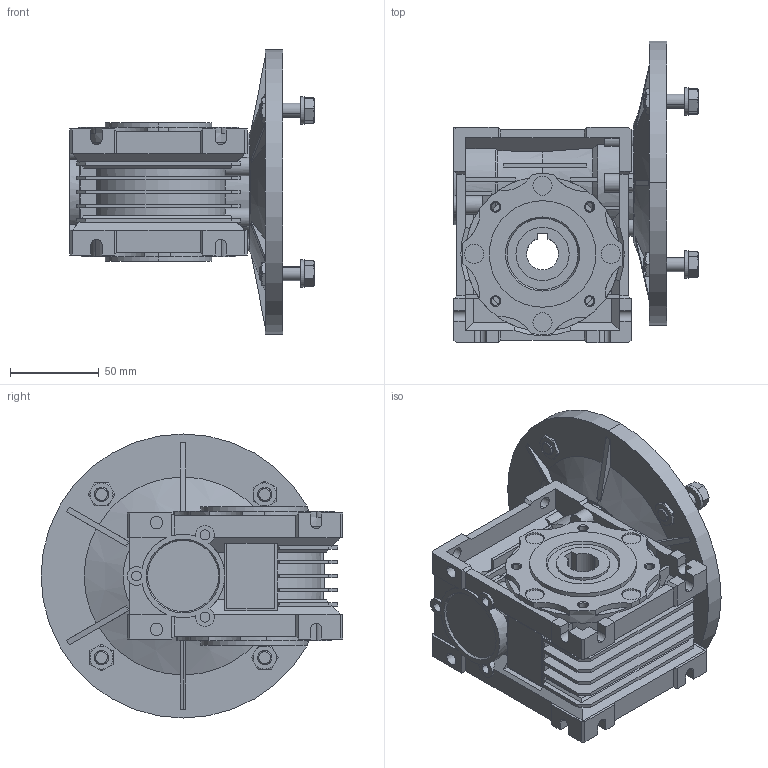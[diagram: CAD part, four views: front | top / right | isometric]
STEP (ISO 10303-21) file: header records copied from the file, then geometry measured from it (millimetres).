
FILE_DESCRIPTION (( 'STEP AP203' ), '1' );
FILE_NAME ('WGA-40M-010-71B5.step', '2024-12-18T19:06:56', ( '' ), ( '' ), 'SwSTEP 2.0', 'SolidWorks 2024', '' );
FILE_SCHEMA (( 'CONFIG_CONTROL_DESIGN' ));
Length unit declared in the file: millimetre
Products named in the file (1): WGA-40M-010-71B5
Bounding box: 137.68 x 170 x 160 mm (x, y, z)
Volume: 780076.9 mm3; surface area: 202021.2 mm2
Topology: 18 solids, 18 shells, 1101 faces, 2882 edges, 1840 vertices
Faces by surface type: plane 630, cylinder 290, cone 173, torus 8
Entity records: 34690 total; most frequent: CARTESIAN_POINT 7436, ORIENTED_EDGE 5744, DIRECTION 5626, EDGE_CURVE 2872, AXIS2_PLACEMENT_3D 1984, VERTEX_POINT 1840, VECTOR 1658, LINE 1658
